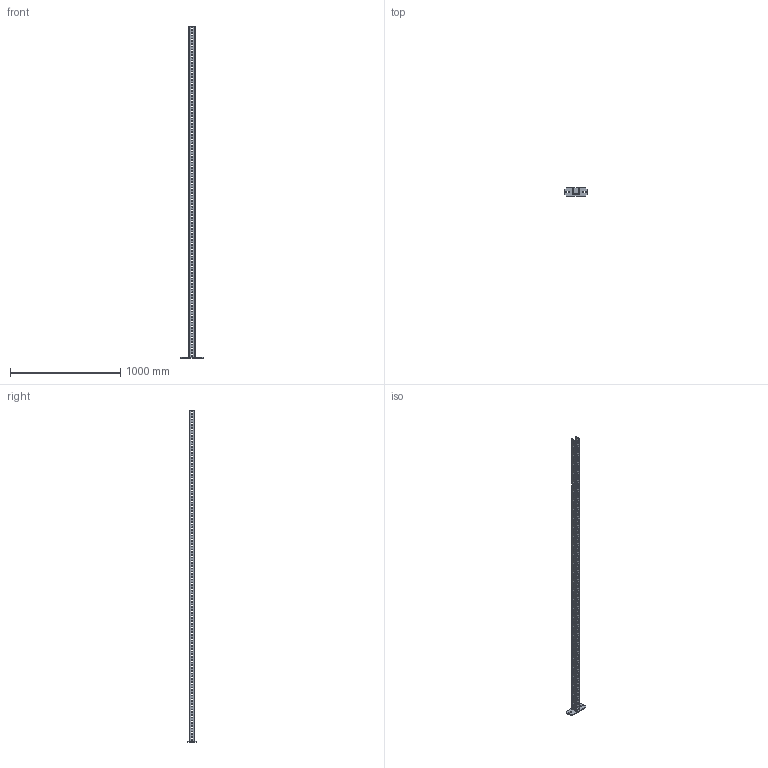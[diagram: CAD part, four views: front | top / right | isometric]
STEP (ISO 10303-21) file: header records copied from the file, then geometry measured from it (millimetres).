
FILE_DESCRIPTION(/* description */ (''),/* implementation_level */ '2;1');
FILE_NAME(/* name */ 'WPCT3000.stp',/* time_stamp */ '2020-11-18T13:40:34+01:00',/* author */ ('stanislaw.luczak'),/* organization */ (''),/* preprocessor_version */ 'ST-DEVELOPER v18.1',/* originating_system */ 'Autodesk Inventor 2021',/* authorisation */ '');
FILE_SCHEMA (('AUTOMOTIVE_DESIGN { 1 0 10303 214 3 1 1 }'));
Length unit declared in the file: millimetre
Products named in the file (3): WPCT3000; Ceownik3000; Podstawa
Assembly tree (2 placements, depth 2):
  WPCT3000
    Ceownik3000
    Podstawa
Bounding box: 200 x 80 x 3008 mm (x, y, z)
Volume: 1262713.6 mm3; surface area: 856408.8 mm2
Topology: 2 solids, 2 shells, 760 faces, 2252 edges, 1496 vertices
Faces by surface type: plane 392, cylinder 368
Entity records: 26426 total; most frequent: DIRECTION 4518, CARTESIAN_POINT 4513, ORIENTED_EDGE 4504, EDGE_CURVE 2252, LINE 1516, VECTOR 1516, AXIS2_PLACEMENT_3D 1501, VERTEX_POINT 1496
